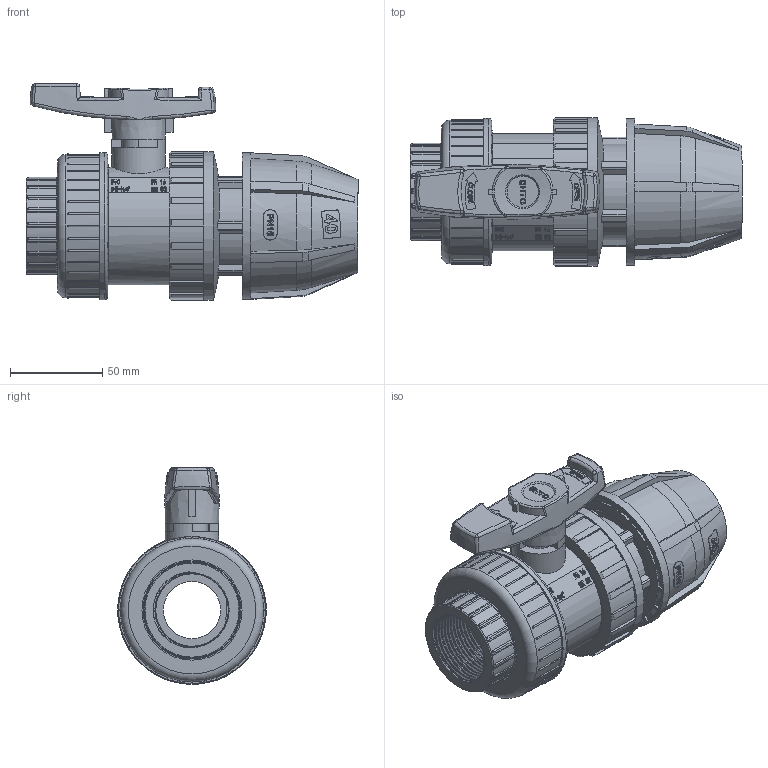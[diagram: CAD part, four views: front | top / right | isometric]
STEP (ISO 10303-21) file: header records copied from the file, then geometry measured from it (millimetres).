
FILE_DESCRIPTION(/* description */ (''),/* implementation_level */ '2;1');
FILE_NAME(/* name */ 'AK0917.040.040.step',/* time_stamp */ '2026-04-02T16:00:11+02:00',/* author */ (''),/* organization */ (''),/* preprocessor_version */ 'ST-DEVELOPER v20.1',/* originating_system */ 'Autodesk Translation Framework v14.24.0.0',/* authorisation */ '');
FILE_SCHEMA (('AUTOMOTIVE_DESIGN { 1 0 10303 214 3 1 1 }'));
Products named in the file (3): 2025-12-30-08-12-25-650; 2026-04-02-15-48-41-004; 2026-03-02-08-04-33-391
Assembly tree (2 placements, depth 2):
  2025-12-30-08-12-25-650
    2026-04-02-15-48-41-004
    2026-03-02-08-04-33-391
Bounding box: 179.88 x 80.5 x 117.42 mm (x, y, z)
Volume: 451703.6 mm3; surface area: 208521.3 mm2
Topology: 21 solids, 21 shells, 1959 faces, 5340 edges, 3496 vertices
Faces by surface type: plane 775, bspline 635, cylinder 397, torus 64, sphere 49, cone 39
Full cylindrical faces by diameter (mm): 1.721 x1, 2.295 x1, 14.416 x4, 17.808 x3, 18.656 x1, 19.504 x2, 21.2 x1, 28.947 x1, 31 x1, 32.224 x1, 33 x1, 33.072 x2, 33.92 x2, 35.5 x1, 38.33 x3, 39.008 x1, 39.856 x3, 41.91 x10, 42 x1, 42.909 x3, 43.248 x1, 47.064 x1, 47.607 x3, 50 x1, 50.371 x3, 52 x1, 52.152 x1, 53 x1, 54.272 x1, 55.12 x1
Entity records: 98993 total; most frequent: CARTESIAN_POINT 52956, ORIENTED_EDGE 10590, DIRECTION 8043, EDGE_CURVE 5295, VERTEX_POINT 3494, AXIS2_PLACEMENT_3D 2821, LINE 2401, VECTOR 2401
